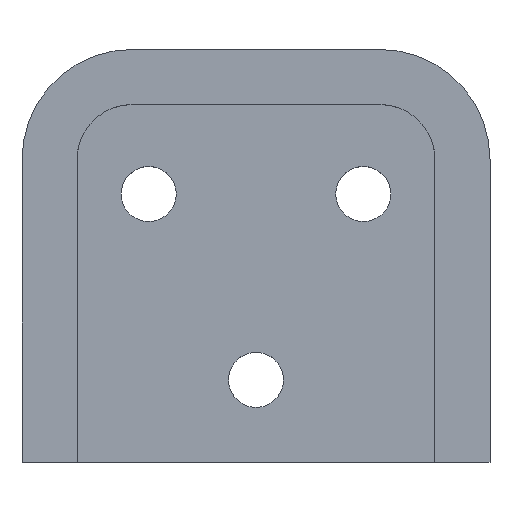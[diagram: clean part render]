
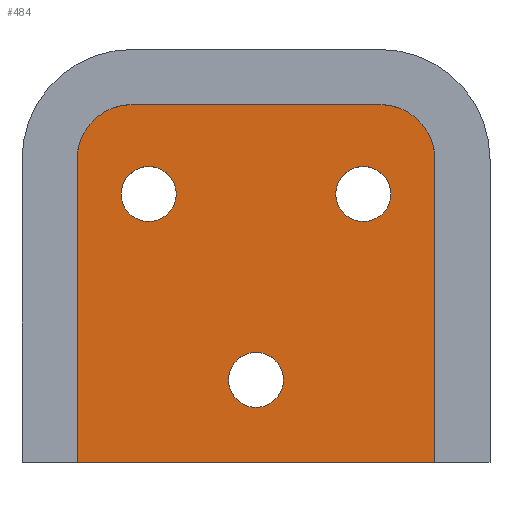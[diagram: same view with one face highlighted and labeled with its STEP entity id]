
A CAD part, top view. The second image highlights one B-rep face of the part: STEP entity #484.
In plain terms, the highlighted planar face has unit normal (0, 0, 1).
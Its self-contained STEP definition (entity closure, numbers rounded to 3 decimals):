
#15=FACE_BOUND('',#89,.T.);
#16=FACE_BOUND('',#90,.T.);
#17=FACE_BOUND('',#91,.T.);
#31=PLANE('',#554);
#63=FACE_OUTER_BOUND('',#88,.T.);
#88=EDGE_LOOP('',(#426,#427,#428,#429,#430,#431));
#89=EDGE_LOOP('',(#432));
#90=EDGE_LOOP('',(#433));
#91=EDGE_LOOP('',(#434));
#128=LINE('',#814,#171);
#132=LINE('',#826,#175);
#136=LINE('',#834,#179);
#138=LINE('',#837,#181);
#171=VECTOR('',#672,10.);
#175=VECTOR('',#684,10.);
#179=VECTOR('',#692,10.);
#181=VECTOR('',#696,10.);
#187=CIRCLE('',#513,1.);
#192=CIRCLE('',#520,1.);
#197=CIRCLE('',#527,1.);
#204=CIRCLE('',#545,2.);
#206=CIRCLE('',#549,2.);
#212=VERTEX_POINT('',#714);
#217=VERTEX_POINT('',#728);
#222=VERTEX_POINT('',#742);
#241=VERTEX_POINT('',#801);
#242=VERTEX_POINT('',#802);
#246=VERTEX_POINT('',#812);
#247=VERTEX_POINT('',#816);
#250=VERTEX_POINT('',#824);
#252=VERTEX_POINT('',#833);
#259=EDGE_CURVE('',#212,#212,#187,.T.);
#266=EDGE_CURVE('',#217,#217,#192,.T.);
#273=EDGE_CURVE('',#222,#222,#197,.T.);
#301=EDGE_CURVE('',#241,#242,#204,.T.);
#307=EDGE_CURVE('',#242,#246,#128,.T.);
#308=EDGE_CURVE('',#246,#247,#206,.T.);
#313=EDGE_CURVE('',#247,#250,#132,.T.);
#317=EDGE_CURVE('',#252,#241,#136,.T.);
#319=EDGE_CURVE('',#250,#252,#138,.T.);
#426=ORIENTED_EDGE('',*,*,#301,.T.);
#427=ORIENTED_EDGE('',*,*,#307,.T.);
#428=ORIENTED_EDGE('',*,*,#308,.T.);
#429=ORIENTED_EDGE('',*,*,#313,.T.);
#430=ORIENTED_EDGE('',*,*,#319,.T.);
#431=ORIENTED_EDGE('',*,*,#317,.T.);
#432=ORIENTED_EDGE('',*,*,#259,.T.);
#433=ORIENTED_EDGE('',*,*,#266,.T.);
#434=ORIENTED_EDGE('',*,*,#273,.T.);
#484=ADVANCED_FACE('',(#63,#15,#16,#17),#31,.T.);
#513=AXIS2_PLACEMENT_3D('',#716,#573,#574);
#520=AXIS2_PLACEMENT_3D('',#730,#589,#590);
#527=AXIS2_PLACEMENT_3D('',#744,#605,#606);
#545=AXIS2_PLACEMENT_3D('',#803,#662,#663);
#549=AXIS2_PLACEMENT_3D('',#817,#675,#676);
#554=AXIS2_PLACEMENT_3D('',#836,#694,#695);
#573=DIRECTION('center_axis',(0.,0.,-1.));
#574=DIRECTION('ref_axis',(-1.,0.,0.));
#589=DIRECTION('center_axis',(0.,0.,-1.));
#590=DIRECTION('ref_axis',(-1.,0.,0.));
#605=DIRECTION('center_axis',(0.,0.,-1.));
#606=DIRECTION('ref_axis',(-1.,0.,0.));
#662=DIRECTION('center_axis',(0.,0.,1.));
#663=DIRECTION('ref_axis',(0.707,0.707,0.));
#672=DIRECTION('',(-1.,0.,0.));
#675=DIRECTION('center_axis',(0.,0.,1.));
#676=DIRECTION('ref_axis',(-0.707,0.707,0.));
#684=DIRECTION('',(0.,-1.,0.));
#692=DIRECTION('',(0.,1.,0.));
#694=DIRECTION('center_axis',(0.,0.,1.));
#695=DIRECTION('ref_axis',(1.,0.,0.));
#696=DIRECTION('',(1.,0.,0.));
#714=CARTESIAN_POINT('',(-2.897,9.75,2.));
#716=CARTESIAN_POINT('Origin',(-3.897,9.75,2.));
#728=CARTESIAN_POINT('',(4.897,9.75,2.));
#730=CARTESIAN_POINT('Origin',(3.897,9.75,2.));
#742=CARTESIAN_POINT('',(1.,3.,2.));
#744=CARTESIAN_POINT('Origin',(0.,3.,2.));
#801=CARTESIAN_POINT('',(6.5,11.,2.));
#802=CARTESIAN_POINT('',(4.5,13.,2.));
#803=CARTESIAN_POINT('Origin',(4.5,11.,2.));
#812=CARTESIAN_POINT('',(-4.5,13.,2.));
#814=CARTESIAN_POINT('',(-3.25,13.,2.));
#816=CARTESIAN_POINT('',(-6.5,11.,2.));
#817=CARTESIAN_POINT('Origin',(-4.5,11.,2.));
#824=CARTESIAN_POINT('',(-6.5,0.,2.));
#826=CARTESIAN_POINT('',(-6.5,3.75,2.));
#833=CARTESIAN_POINT('',(6.5,0.,2.));
#834=CARTESIAN_POINT('',(6.5,10.25,2.));
#836=CARTESIAN_POINT('Origin',(0.,7.5,2.));
#837=CARTESIAN_POINT('',(8.5,0.,2.));
